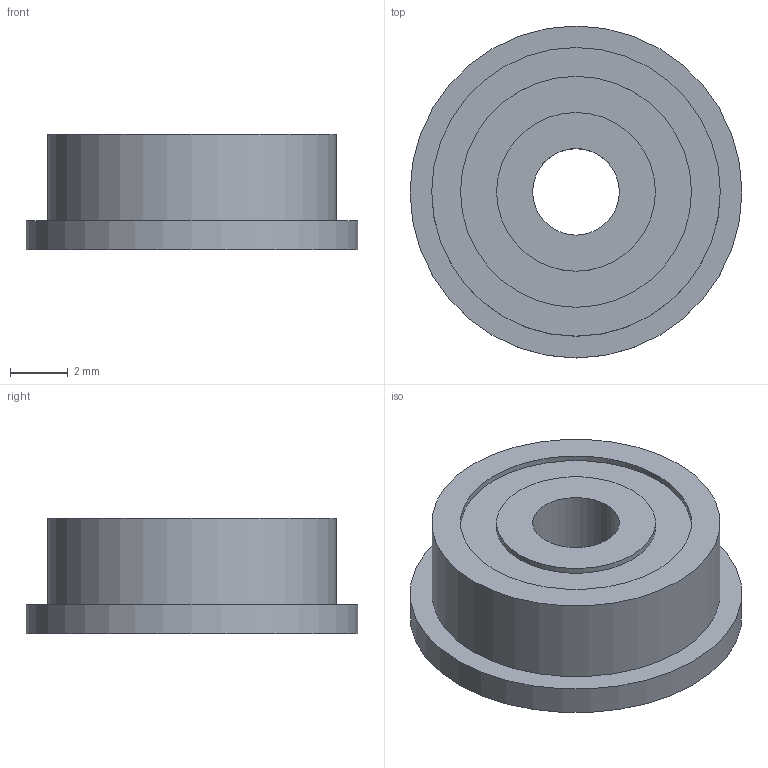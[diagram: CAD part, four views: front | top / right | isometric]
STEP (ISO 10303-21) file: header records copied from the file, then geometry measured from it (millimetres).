
FILE_DESCRIPTION(('FreeCAD Model'),'2;1');
FILE_NAME('F623ZZ_Ball_Bearing.step','2018-02-11T13:52:26',('Author' ),(''),'Open CASCADE STEP processor 6.8','FreeCAD','Unknown');
FILE_SCHEMA(('AUTOMOTIVE_DESIGN_CC2 { 1 2 10303 214 -1 1 5 4 }'));
Length unit declared in the file: millimetre
Products named in the file (2): ASSEMBLY; bottom_channel
Assembly tree (1 placements, depth 2):
  ASSEMBLY
    bottom_channel
Bounding box: 11.5 x 11.5 x 4 mm (x, y, z)
Volume: 300.6 mm3; surface area: 378.6 mm2
Topology: 1 solids, 1 shells, 14 faces, 21 edges, 14 vertices
Faces by surface type: plane 7, cylinder 7
Full cylindrical faces by diameter (mm): 3 x1, 5.5 x2, 8 x2, 10 x1, 11.5 x1
Entity records: 737 total; most frequent: CARTESIAN_POINT 117, DIRECTION 105, ORIENTED_EDGE 42, PCURVE 42, DEFINITIONAL_REPRESENTATION 42, LINE 35, VECTOR 35, AXIS2_PLACEMENT_3D 30
